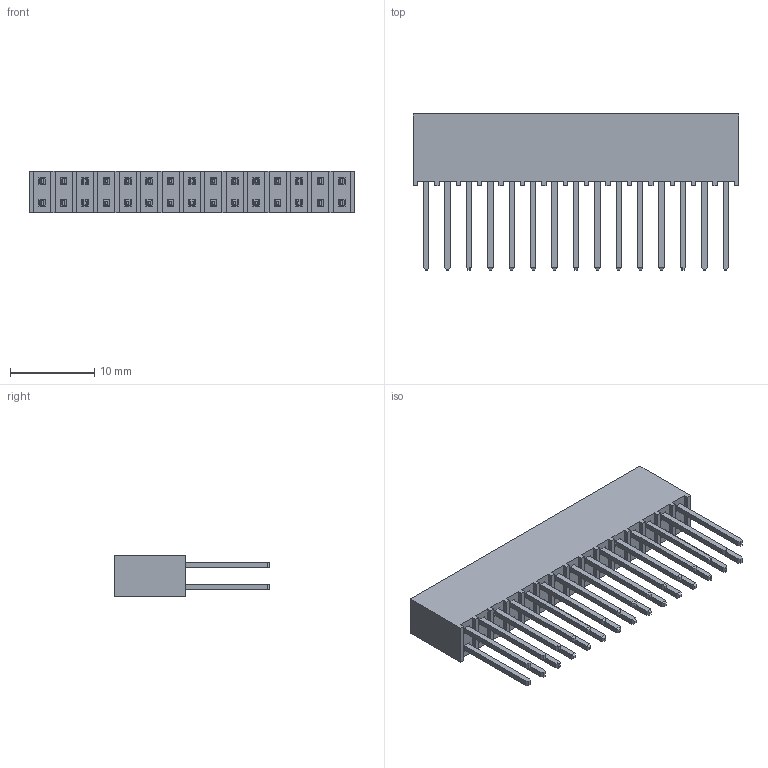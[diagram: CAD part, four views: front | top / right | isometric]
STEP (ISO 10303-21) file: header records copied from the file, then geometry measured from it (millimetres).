
FILE_DESCRIPTION (( 'STEP AP214' ), '1' );
FILE_NAME ('Samtec SSQ-115-03-T-D.STEP', '2016-01-14T22:23:28', ( '' ), ( '' ), 'SwSTEP 2.0', 'SolidWorks 2015', '' );
FILE_SCHEMA (( 'AUTOMOTIVE_DESIGN' ));
Length unit declared in the file: inch
Products named in the file (3): Samtec SSQ-115-03-T-D; _SSQ-115-03-T-D_pin; _SSQ-115-03-T-D_terminal
Assembly tree (2 placements, depth 2):
  Samtec SSQ-115-03-T-D
    _SSQ-115-03-T-D_terminal
    _SSQ-115-03-T-D_pin
Bounding box: 38.61 x 18.52 x 4.95 mm (x, y, z)
Volume: 1549.6 mm3; surface area: 2992 mm2
Topology: 2 solids, 2 shells, 454 faces, 1260 edges, 840 vertices
Faces by surface type: plane 454
Entity records: 20350 total; most frequent: CARTESIAN_POINT 2559, ORIENTED_EDGE 2520, DIRECTION 2178, LINE 1260, VECTOR 1260, EDGE_CURVE 1260, VERTEX_POINT 840, EDGE_LOOP 544
